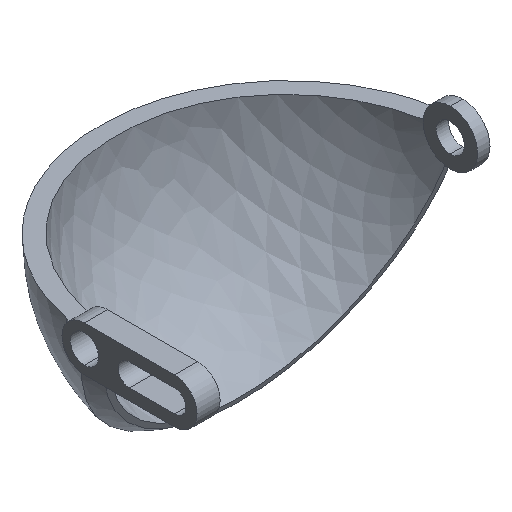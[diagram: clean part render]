
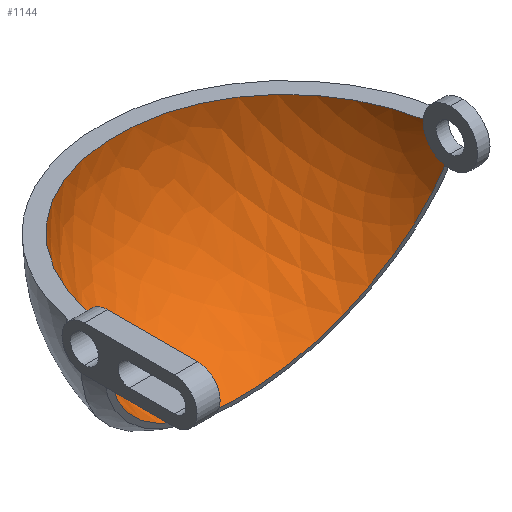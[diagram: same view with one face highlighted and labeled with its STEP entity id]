
A CAD part, isometric view. The second image highlights one B-rep face of the part: STEP entity #1144.
In plain terms, the highlighted face is a revolution surface.
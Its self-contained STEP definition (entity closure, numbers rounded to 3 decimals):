
#53=CARTESIAN_POINT('',(14.895,2.425,0.));
#54=CARTESIAN_POINT('',(14.806,2.937,0.));
#55=CARTESIAN_POINT('',(14.398,4.744,0.));
#56=CARTESIAN_POINT('',(13.148,7.691,0.));
#57=CARTESIAN_POINT('',(10.699,10.845,0.));
#58=CARTESIAN_POINT('',(7.542,13.236,0.));
#59=CARTESIAN_POINT('',(3.891,14.724,0.));
#60=CARTESIAN_POINT('',(0.,15.138,0.));
#61=CARTESIAN_POINT('',(-3.891,14.724,0.));
#62=CARTESIAN_POINT('',(-7.542,13.236,0.));
#63=CARTESIAN_POINT('',(-10.699,10.845,0.));
#64=CARTESIAN_POINT('',(-13.148,7.691,0.));
#65=CARTESIAN_POINT('',(-14.421,4.69,0.));
#66=CARTESIAN_POINT('',(-14.832,2.821,0.));
#67=CARTESIAN_POINT('',(-14.925,2.25,0.));
#398=CARTESIAN_POINT('',(14.895,0.628,-2.342));
#399=CARTESIAN_POINT('',(14.806,0.76,-2.837));
#400=CARTESIAN_POINT('',(14.398,1.228,-4.583));
#401=CARTESIAN_POINT('',(13.148,1.991,-7.429));
#402=CARTESIAN_POINT('',(10.699,2.807,-10.475));
#403=CARTESIAN_POINT('',(7.542,3.426,-12.785));
#404=CARTESIAN_POINT('',(3.891,3.811,-14.222));
#405=CARTESIAN_POINT('',(0.,3.918,
-14.622));
#406=CARTESIAN_POINT('',(-3.891,3.811,-14.222));
#407=CARTESIAN_POINT('',(-7.542,3.426,-12.785));
#408=CARTESIAN_POINT('',(-10.699,2.807,-10.475));
#409=CARTESIAN_POINT('',(-13.148,1.991,-7.429));
#410=CARTESIAN_POINT('',(-14.421,1.214,-4.53));
#411=CARTESIAN_POINT('',(-14.832,0.73,
-2.725));
#412=CARTESIAN_POINT('',(-14.925,0.582,
-2.173));
#424=CARTESIAN_POINT('',(14.895,0.,0.));
#425=DIRECTION('',(-1.,0.,0.));
#426=DIRECTION('',(0.,1.,0.));
#427=AXIS2_PLACEMENT_3D('',#424,#425,#426);
#429=CARTESIAN_POINT('',(-14.925,0.,0.));
#430=DIRECTION('',(-1.,0.,0.));
#431=DIRECTION('',(0.,1.,0.));
#432=AXIS2_PLACEMENT_3D('',#429,#430,#431);
#467=CARTESIAN_POINT('',(14.895,2.425,0.));
#468=CARTESIAN_POINT('',(14.895,0.628,-2.342));
#469=VERTEX_POINT('',#467);
#470=VERTEX_POINT('',#468);
#475=VERTEX_POINT('',#67);
#476=VERTEX_POINT('',#412);
#1118=CARTESIAN_POINT('',(14.963,2.004,0.));
#1119=CARTESIAN_POINT('',(14.867,2.659,0.));
#1120=CARTESIAN_POINT('',(14.454,4.613,0.));
#1121=CARTESIAN_POINT('',(13.148,7.691,0.));
#1122=CARTESIAN_POINT('',(10.699,10.845,0.));
#1123=CARTESIAN_POINT('',(7.542,13.236,0.));
#1124=CARTESIAN_POINT('',(3.891,14.724,0.));
#1125=CARTESIAN_POINT('',(0.,15.138,0.));
#1126=CARTESIAN_POINT('',(-3.891,14.724,0.));
#1127=CARTESIAN_POINT('',(-7.542,13.236,0.));
#1128=CARTESIAN_POINT('',(-10.699,10.845,0.));
#1129=CARTESIAN_POINT('',(-13.148,7.691,0.));
#1130=CARTESIAN_POINT('',(-14.477,4.558,0.));
#1131=CARTESIAN_POINT('',(-14.891,2.543,0.));
#1132=CARTESIAN_POINT('',(-14.988,1.828,0.));
#1134=CARTESIAN_POINT('',(18.288,0.,0.));
#1135=DIRECTION('',(-1.,0.,0.));
#1136=AXIS1_PLACEMENT('',#1134,#1135);
#1137=SURFACE_OF_REVOLUTION('',#1133,#1136);
#1138=ORIENTED_EDGE('',*,*,#1078,.T.);
#1139=ORIENTED_EDGE('',*,*,#1098,.T.);
#1140=ORIENTED_EDGE('',*,*,#1112,.F.);
#1141=ORIENTED_EDGE('',*,*,#551,.F.);
#1142=EDGE_LOOP('',(#1138,#1139,#1140,#1141));
#1143=FACE_OUTER_BOUND('',#1142,.F.);
#1144=ADVANCED_FACE('',(#1143),#1137,.F.);
#68=B_SPLINE_CURVE_WITH_KNOTS('',3,(#53,#54,#55,#56,#57,#58,#59,#60,#61,#62,#63,
#64,#65,#66,#67),.UNSPECIFIED.,.F.,.F.,(4,1,1,1,1,1,1,1,1,1,1,1,4),(0.,
0.036,0.128,0.221,0.313,
0.406,0.498,0.59,0.683,
0.775,0.867,0.96,1.),.UNSPECIFIED.);
#413=B_SPLINE_CURVE_WITH_KNOTS('',3,(#398,#399,#400,#401,#402,#403,#404,#405,
#406,#407,#408,#409,#410,#411,#412),.UNSPECIFIED.,.F.,.F.,(4,1,1,1,1,1,1,1,1,1,
1,1,4),(0.,0.036,0.128,0.221,
0.313,0.406,0.498,0.59,
0.683,0.775,0.867,0.96,1.),
.UNSPECIFIED.);
#428=CIRCLE('',#427,2.425);
#433=CIRCLE('',#432,2.25);
#551=EDGE_CURVE('',#469,#475,#68,.T.);
#1078=EDGE_CURVE('',#469,#470,#428,.T.);
#1098=EDGE_CURVE('',#470,#476,#413,.T.);
#1112=EDGE_CURVE('',#475,#476,#433,.T.);
#1133=B_SPLINE_CURVE_WITH_KNOTS('',3,(#1118,#1119,#1120,#1121,#1122,#1123,#1124,
#1125,#1126,#1127,#1128,#1129,#1130,#1131,#1132),.UNSPECIFIED.,.F.,.F.,(4,1,1,1,
1,1,1,1,1,1,1,1,4),(0.,0.045,0.136,0.226,
0.317,0.407,0.498,0.589,
0.679,0.77,0.86,0.951,1.),
.UNSPECIFIED.);
